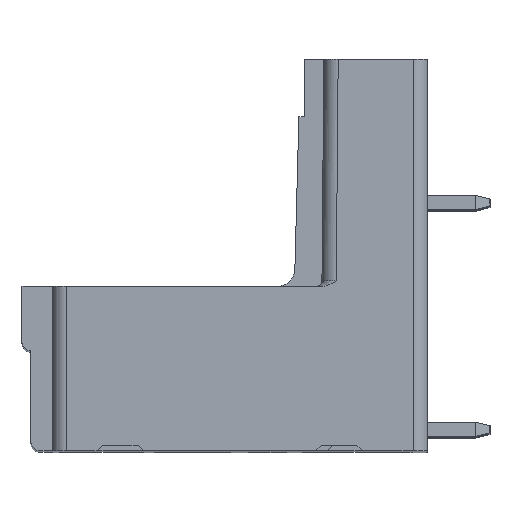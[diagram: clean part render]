
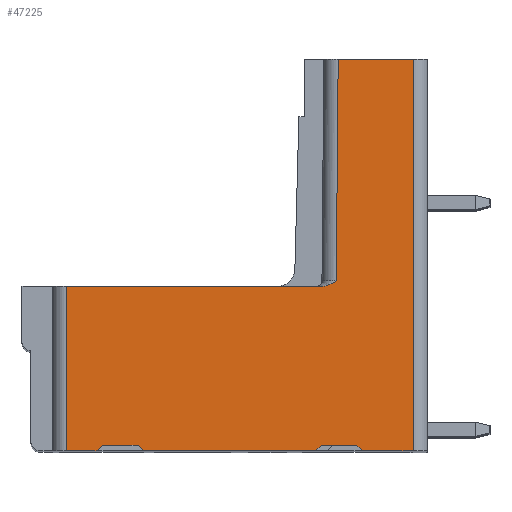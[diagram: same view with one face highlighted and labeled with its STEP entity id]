
A CAD part, top view. The second image highlights one B-rep face of the part: STEP entity #47225.
In plain terms, the highlighted planar face has unit normal (0, 0, 1).
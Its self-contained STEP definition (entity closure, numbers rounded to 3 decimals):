
#5765=DIRECTION('',(1.,0.,0.));
#5766=VECTOR('',#5765,1.7);
#5767=CARTESIAN_POINT('',(-20.194,0.,
-54.063));
#5768=LINE('',#5767,#5766);
#5789=DIRECTION('',(1.,0.,0.));
#5790=VECTOR('',#5789,9.65);
#5791=CARTESIAN_POINT('',(-15.894,0.,
-54.063));
#5792=LINE('',#5791,#5790);
#6710=DIRECTION('',(-1.,0.,0.));
#6711=VECTOR('',#6710,14.337);
#6712=CARTESIAN_POINT('',(-5.857,9.2,
-54.063));
#6713=LINE('',#6712,#6711);
#7031=CARTESIAN_POINT('',(-5.857,9.2,
-54.063));
#7032=CARTESIAN_POINT('',(-5.826,9.2,
-54.063));
#7033=CARTESIAN_POINT('',(-5.76,9.204,
-54.063));
#7034=CARTESIAN_POINT('',(-5.649,9.226,
-54.063));
#7035=CARTESIAN_POINT('',(-5.528,9.266,
-54.063));
#7036=CARTESIAN_POINT('',(-5.398,9.326,
-54.063));
#7037=CARTESIAN_POINT('',(-5.257,9.404,
-54.063));
#7038=CARTESIAN_POINT('',(-5.155,9.467,
-54.063));
#7039=CARTESIAN_POINT('',(-5.102,9.5,
-54.063));
#7041=DIRECTION('',(0.009,1.,0.));
#7042=VECTOR('',#7041,12.4);
#7043=CARTESIAN_POINT('',(-5.102,9.5,
-54.063));
#7044=LINE('',#7043,#7042);
#7045=DIRECTION('',(-1.,0.,0.));
#7046=VECTOR('',#7045,2.85);
#7047=CARTESIAN_POINT('',(-0.794,0.,
-54.063));
#7048=LINE('',#7047,#7046);
#7049=DIRECTION('',(-0.707,0.707,0.));
#7050=VECTOR('',#7049,0.424);
#7051=CARTESIAN_POINT('',(-3.644,0.,
-54.063));
#7052=LINE('',#7051,#7050);
#7053=DIRECTION('',(-1.,0.,0.));
#7054=VECTOR('',#7053,2.);
#7055=CARTESIAN_POINT('',(-3.944,0.3,
-54.063));
#7056=LINE('',#7055,#7054);
#7057=DIRECTION('',(-0.707,-0.707,0.));
#7058=VECTOR('',#7057,0.424);
#7059=CARTESIAN_POINT('',(-5.944,0.3,
-54.063));
#7060=LINE('',#7059,#7058);
#7061=DIRECTION('',(-0.707,0.707,0.));
#7062=VECTOR('',#7061,0.424);
#7063=CARTESIAN_POINT('',(-15.894,0.,
-54.063));
#7064=LINE('',#7063,#7062);
#7065=DIRECTION('',(-1.,0.,0.));
#7066=VECTOR('',#7065,2.);
#7067=CARTESIAN_POINT('',(-16.194,0.3,
-54.063));
#7068=LINE('',#7067,#7066);
#7069=DIRECTION('',(-0.707,-0.707,0.));
#7070=VECTOR('',#7069,0.424);
#7071=CARTESIAN_POINT('',(-18.194,0.3,
-54.063));
#7072=LINE('',#7071,#7070);
#7073=CARTESIAN_POINT('',(-5.857,9.2,
-54.063));
#7453=DIRECTION('',(-1.,0.,0.));
#7454=VECTOR('',#7453,4.2);
#7455=CARTESIAN_POINT('',(-0.794,21.9,-54.063));
#7456=LINE('',#7455,#7454);
#18769=DIRECTION('',(0.,1.,0.));
#18770=VECTOR('',#18769,21.9);
#18771=CARTESIAN_POINT('',(-0.794,0.,
-54.063));
#18772=LINE('',#18771,#18770);
#18794=DIRECTION('',(0.,-1.,0.));
#18795=VECTOR('',#18794,9.2);
#18796=CARTESIAN_POINT('',(-20.194,9.2,-54.063));
#18797=LINE('',#18796,#18795);
#29612=VERTEX_POINT('',#7073);
#29613=CARTESIAN_POINT('',(-20.194,9.2,-54.063));
#29614=VERTEX_POINT('',#29613);
#29665=CARTESIAN_POINT('',(-0.794,21.9,-54.063));
#29666=VERTEX_POINT('',#29665);
#29667=CARTESIAN_POINT('',(-4.994,21.9,-54.063));
#29668=VERTEX_POINT('',#29667);
#30034=CARTESIAN_POINT('',(-20.194,0.,
-54.063));
#30035=VERTEX_POINT('',#30034);
#30036=CARTESIAN_POINT('',(-18.494,0.,
-54.063));
#30037=VERTEX_POINT('',#30036);
#30050=CARTESIAN_POINT('',(-15.894,0.,
-54.063));
#30051=VERTEX_POINT('',#30050);
#30052=CARTESIAN_POINT('',(-6.244,0.,
-54.063));
#30053=VERTEX_POINT('',#30052);
#30058=CARTESIAN_POINT('',(-3.644,0.,
-54.063));
#30059=VERTEX_POINT('',#30058);
#30060=CARTESIAN_POINT('',(-0.794,0.,
-54.063));
#30061=VERTEX_POINT('',#30060);
#30154=VERTEX_POINT('',#7039);
#30155=CARTESIAN_POINT('',(-3.944,0.3,
-54.063));
#30156=VERTEX_POINT('',#30155);
#30157=CARTESIAN_POINT('',(-5.944,0.3,
-54.063));
#30158=VERTEX_POINT('',#30157);
#30159=CARTESIAN_POINT('',(-16.194,0.3,
-54.063));
#30160=VERTEX_POINT('',#30159);
#30161=CARTESIAN_POINT('',(-18.194,0.3,
-54.063));
#30162=VERTEX_POINT('',#30161);
#47195=CARTESIAN_POINT('',(-6.202,9.5,-54.063));
#47196=DIRECTION('',(0.,0.,1.));
#47197=DIRECTION('',(-1.,0.,0.));
#47198=AXIS2_PLACEMENT_3D('',#47195,#47196,#47197);
#47199=PLANE('',#47198);
#47200=ORIENTED_EDGE('',*,*,#46272,.F.);
#47202=ORIENTED_EDGE('',*,*,#47201,.T.);
#47204=ORIENTED_EDGE('',*,*,#47203,.T.);
#47206=ORIENTED_EDGE('',*,*,#47205,.F.);
#47208=ORIENTED_EDGE('',*,*,#47207,.F.);
#47209=ORIENTED_EDGE('',*,*,#45378,.T.);
#47211=ORIENTED_EDGE('',*,*,#47210,.T.);
#47213=ORIENTED_EDGE('',*,*,#47212,.T.);
#47215=ORIENTED_EDGE('',*,*,#47214,.T.);
#47216=ORIENTED_EDGE('',*,*,#45354,.F.);
#47217=ORIENTED_EDGE('',*,*,#47162,.T.);
#47218=ORIENTED_EDGE('',*,*,#47176,.T.);
#47219=ORIENTED_EDGE('',*,*,#47189,.T.);
#47220=ORIENTED_EDGE('',*,*,#45338,.F.);
#47222=ORIENTED_EDGE('',*,*,#47221,.F.);
#47223=EDGE_LOOP('',(#47200,#47202,#47204,#47206,#47208,#47209,#47211,#47213,
#47215,#47216,#47217,#47218,#47219,#47220,#47222));
#47224=FACE_OUTER_BOUND('',#47223,.F.);
#47225=ADVANCED_FACE('',(#47224),#47199,.T.);
#7040=B_SPLINE_CURVE_WITH_KNOTS('',3,(#7031,#7032,#7033,#7034,#7035,#7036,#7037,
#7038,#7039),.UNSPECIFIED.,.F.,.F.,(4,1,1,1,1,1,4),(0.,0.167,
0.333,0.5,0.667,0.833,1.),
.UNSPECIFIED.);
#45338=EDGE_CURVE('',#30035,#30037,#5768,.T.);
#45354=EDGE_CURVE('',#30051,#30053,#5792,.T.);
#45378=EDGE_CURVE('',#30061,#30059,#7048,.T.);
#46272=EDGE_CURVE('',#29612,#29614,#6713,.T.);
#47162=EDGE_CURVE('',#30051,#30160,#7064,.T.);
#47176=EDGE_CURVE('',#30160,#30162,#7068,.T.);
#47189=EDGE_CURVE('',#30162,#30037,#7072,.T.);
#47201=EDGE_CURVE('',#29612,#30154,#7040,.T.);
#47203=EDGE_CURVE('',#30154,#29668,#7044,.T.);
#47205=EDGE_CURVE('',#29666,#29668,#7456,.T.);
#47207=EDGE_CURVE('',#30061,#29666,#18772,.T.);
#47210=EDGE_CURVE('',#30059,#30156,#7052,.T.);
#47212=EDGE_CURVE('',#30156,#30158,#7056,.T.);
#47214=EDGE_CURVE('',#30158,#30053,#7060,.T.);
#47221=EDGE_CURVE('',#29614,#30035,#18797,.T.);
